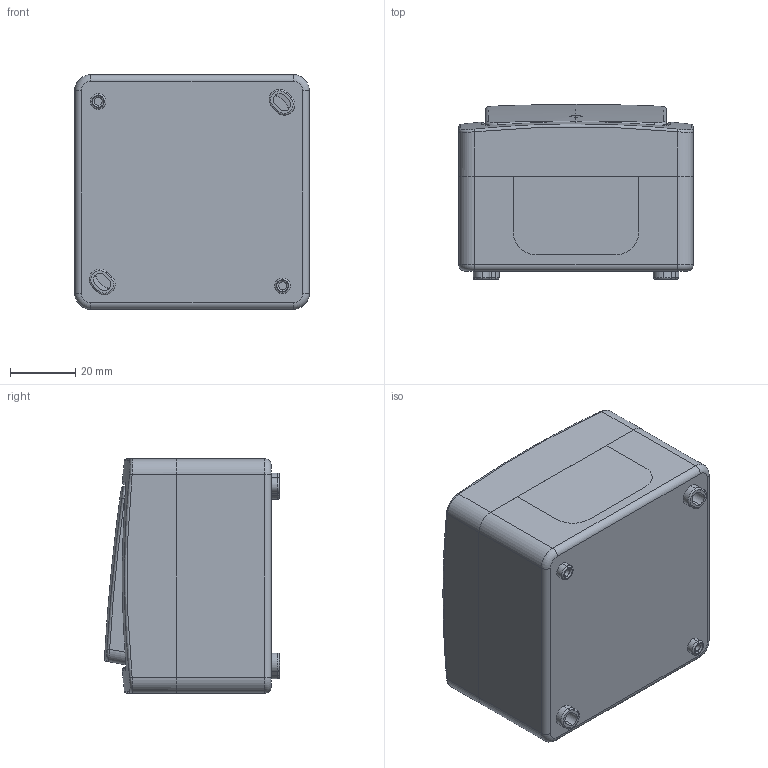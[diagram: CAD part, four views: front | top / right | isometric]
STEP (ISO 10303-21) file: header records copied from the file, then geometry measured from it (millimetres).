
FILE_DESCRIPTION (( 'STEP AP203' ), '1' );
FILE_NAME ('EVMP13-K01-10-54-EC ÂÑê20-1-0-ÃÏÁ âûêë 1êë êíîï. î_ó IP54 (öâåò êëàâèø-áåëûé) ÃÅÐÌÅÑ PLUS.STEP', '2016-11-24T12:29:21', ( '' ), ( '' ), 'SwSTEP 2.0', 'SolidWorks 2014', '' );
FILE_SCHEMA (( 'CONFIG_CONTROL_DESIGN' ));
Length unit declared in the file: millimetre
Products named in the file (2): EVMP13-K01-10-54-EC ÂÑê20-1-0-ÃÏÁ âûêë 1êë  êíîï. î_ó  IP54 (öâåò êëàâèø-áåëûé) ÃÅÐÌÅÑ PLUS
Bounding box: 72 x 53.7 x 72 mm (x, y, z)
Volume: 55799.4 mm3; surface area: 69831.8 mm2
Topology: 5 solids, 5 shells, 443 faces, 1141 edges, 738 vertices
Faces by surface type: plane 224, cylinder 154, torus 31, bspline 22, sphere 12
Entity records: 15141 total; most frequent: CARTESIAN_POINT 4162, ORIENTED_EDGE 2282, DIRECTION 2234, EDGE_CURVE 1141, AXIS2_PLACEMENT_3D 778, VERTEX_POINT 738, VECTOR 678, LINE 678
